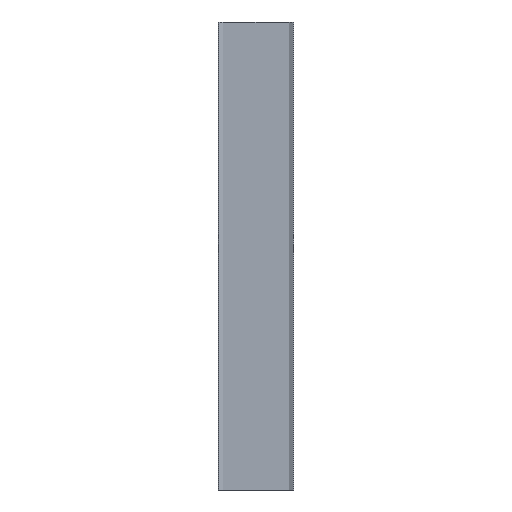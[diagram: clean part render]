
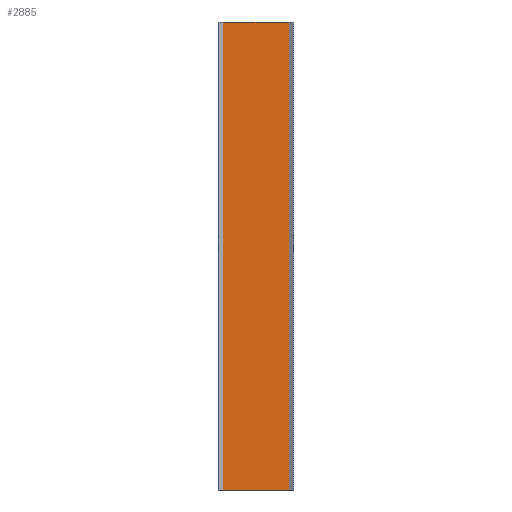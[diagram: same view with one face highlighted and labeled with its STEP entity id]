
A CAD part, front view. The second image highlights one B-rep face of the part: STEP entity #2885.
In plain terms, the highlighted planar face has unit normal (0, -1, 0).
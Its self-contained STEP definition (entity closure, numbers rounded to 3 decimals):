
#39 = VECTOR ( 'NONE', #2455, 1000. ) ;
#102 = DIRECTION ( 'NONE',  ( 1., 0., 0. ) ) ;
#387 = CARTESIAN_POINT ( 'NONE',  ( 38.5, 0., 0. ) ) ;
#495 = FACE_OUTER_BOUND ( 'NONE', #606, .T. ) ;
#497 = VECTOR ( 'NONE', #957, 1000. ) ;
#606 = EDGE_LOOP ( 'NONE', ( #3376, #2560, #2603, #2854 ) ) ;
#817 = AXIS2_PLACEMENT_3D ( 'NONE', #1505, #3461, #1797 ) ;
#869 = PLANE ( 'NONE',  #817 ) ;
#957 = DIRECTION ( 'NONE',  ( 0., 0., -1. ) ) ;
#1024 = CARTESIAN_POINT ( 'NONE',  ( -38.5, 0., 500. ) ) ;
#1208 = VERTEX_POINT ( 'NONE', #3568 ) ;
#1505 = CARTESIAN_POINT ( 'NONE',  ( 38.5, 0., 500. ) ) ;
#1644 = EDGE_CURVE ( 'NONE', #1208, #2290, #2337, .T. ) ;
#1797 = DIRECTION ( 'NONE',  ( -1., 0., 0. ) ) ;
#2019 = VERTEX_POINT ( 'NONE', #2837 ) ;
#2083 = VECTOR ( 'NONE', #102, 1000. ) ;
#2135 = CARTESIAN_POINT ( 'NONE',  ( 38.5, 0., 500. ) ) ;
#2174 = LINE ( 'NONE', #2410, #3560 ) ;
#2290 = VERTEX_POINT ( 'NONE', #3567 ) ;
#2337 = LINE ( 'NONE', #387, #39 ) ;
#2410 = CARTESIAN_POINT ( 'NONE',  ( 38.5, 0., 500. ) ) ;
#2455 = DIRECTION ( 'NONE',  ( 1., 0., 0. ) ) ;
#2560 = ORIENTED_EDGE ( 'NONE', *, *, #2759, .F. ) ;
#2603 = ORIENTED_EDGE ( 'NONE', *, *, #2767, .F. ) ;
#2759 = EDGE_CURVE ( 'NONE', #2019, #2290, #2174, .T. ) ;
#2767 = EDGE_CURVE ( 'NONE', #3578, #2019, #3647, .T. ) ;
#2773 = EDGE_CURVE ( 'NONE', #3578, #1208, #2833, .T. ) ;
#2833 = LINE ( 'NONE', #3264, #497 ) ;
#2837 = CARTESIAN_POINT ( 'NONE',  ( 38.5, 0., 500. ) ) ;
#2854 = ORIENTED_EDGE ( 'NONE', *, *, #2773, .T. ) ;
#2885 = ADVANCED_FACE ( 'NONE', ( #495 ), #869, .F. ) ;
#2985 = DIRECTION ( 'NONE',  ( 0., 0., -1. ) ) ;
#3264 = CARTESIAN_POINT ( 'NONE',  ( -38.5, 0., 500. ) ) ;
#3376 = ORIENTED_EDGE ( 'NONE', *, *, #1644, .T. ) ;
#3461 = DIRECTION ( 'NONE',  ( 0., 1., 0. ) ) ;
#3560 = VECTOR ( 'NONE', #2985, 1000. ) ;
#3567 = CARTESIAN_POINT ( 'NONE',  ( 38.5, 0., 0. ) ) ;
#3568 = CARTESIAN_POINT ( 'NONE',  ( -38.5, 0., 0. ) ) ;
#3578 = VERTEX_POINT ( 'NONE', #1024 ) ;
#3647 = LINE ( 'NONE', #2135, #2083 ) ;
